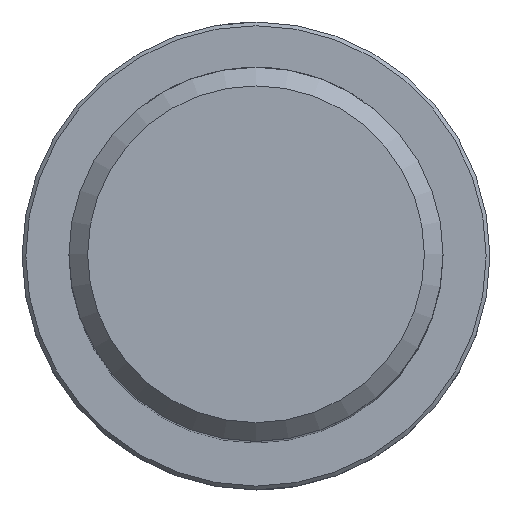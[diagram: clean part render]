
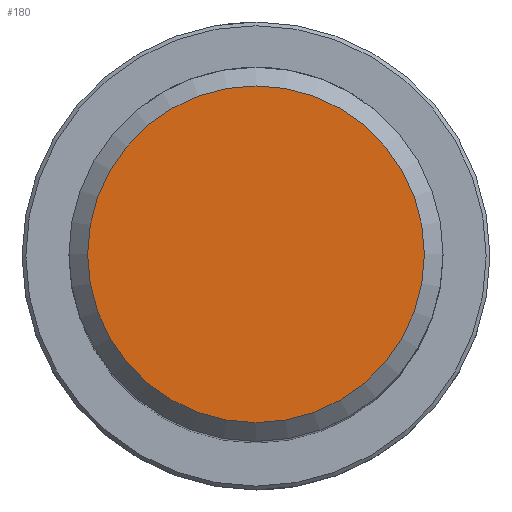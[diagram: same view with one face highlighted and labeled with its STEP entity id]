
A CAD part, top view. The second image highlights one B-rep face of the part: STEP entity #180.
In plain terms, the highlighted planar face has unit normal (0, 0, 1).
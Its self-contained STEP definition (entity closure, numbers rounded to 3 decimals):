
#151=PLANE('',#1002);
#180=ADVANCED_FACE('CU_SU_2',(#240),#151,.F.);
#240=FACE_OUTER_BOUND('',#288,.T.);
#288=EDGE_LOOP('',(#504));
#399=CIRCLE('',#1001,8.997);
#504=ORIENTED_EDGE('',*,*,#797,.F.);
#699=VERTEX_POINT('',#2350);
#797=EDGE_CURVE('',#699,#699,#399,.T.);
#1001=AXIS2_PLACEMENT_3D('',#2349,#1155,#1156);
#1002=AXIS2_PLACEMENT_3D('',#2351,#1157,#1158);
#1155=DIRECTION('',(0.,0.,-1.));
#1156=DIRECTION('',(-1.,0.,0.));
#1157=DIRECTION('',(0.,0.,-1.));
#1158=DIRECTION('',(-1.,0.,0.));
#2349=CARTESIAN_POINT('',(0.,0.,50.));
#2350=CARTESIAN_POINT('',(-8.997,0.,50.));
#2351=CARTESIAN_POINT('',(0.,0.,50.));
